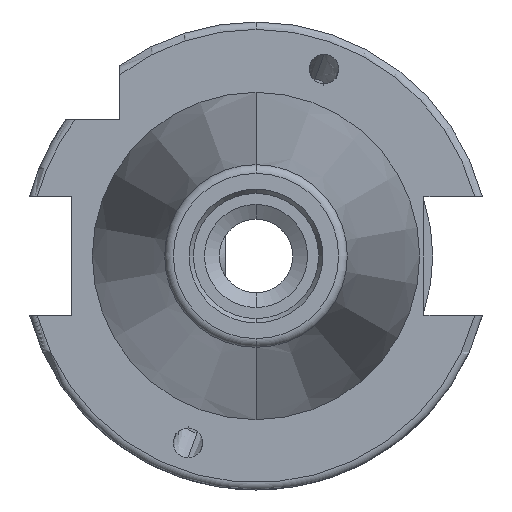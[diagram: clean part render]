
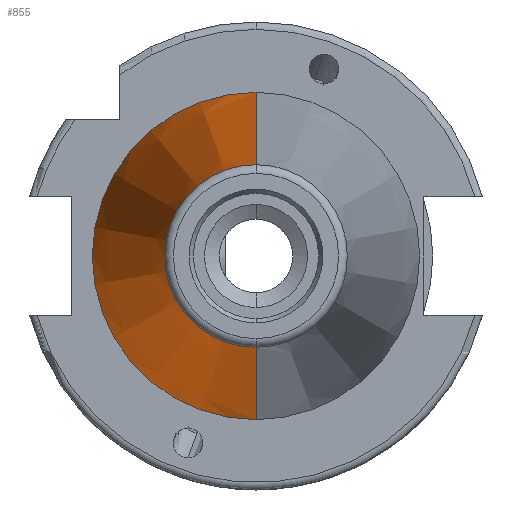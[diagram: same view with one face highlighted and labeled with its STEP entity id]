
A CAD part, left-side view. The second image highlights one B-rep face of the part: STEP entity #855.
In plain terms, the highlighted conical face has half-angle 8.297 degrees and reference radius 22.225 mm.
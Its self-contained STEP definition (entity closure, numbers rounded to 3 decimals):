
#795 = VERTEX_POINT ( 'NONE', #3845 ) ;
#797 = EDGE_CURVE ( 'NONE', #798, #795, #3844, .T. ) ;
#798 = VERTEX_POINT ( 'NONE', #3839 ) ;
#855 = ADVANCED_FACE ( 'NONE', ( #3912 ), #3975, .T. ) ;
#856 = EDGE_LOOP ( 'NONE', ( #857, #861, #863, #864 ) ) ;
#857 = ORIENTED_EDGE ( 'NONE', *, *, #858, .F. ) ;
#858 = EDGE_CURVE ( 'NONE', #859, #860, #3970, .T. ) ;
#859 = VERTEX_POINT ( 'NONE', #3965 ) ;
#860 = VERTEX_POINT ( 'NONE', #3964 ) ;
#861 = ORIENTED_EDGE ( 'NONE', *, *, #862, .T. ) ;
#862 = EDGE_CURVE ( 'NONE', #859, #798, #3963, .T. ) ;
#863 = ORIENTED_EDGE ( 'NONE', *, *, #797, .T. ) ;
#864 = ORIENTED_EDGE ( 'NONE', *, *, #865, .F. ) ;
#865 = EDGE_CURVE ( 'NONE', #860, #795, #3959, .T. ) ;
#3839 = CARTESIAN_POINT ( 'NONE',  ( 9.9, 0., 22.225 ) ) ;
#3840 = DIRECTION ( 'NONE',  ( 0., 0., 1. ) ) ;
#3841 = DIRECTION ( 'NONE',  ( -1., 0., 0. ) ) ;
#3842 = CARTESIAN_POINT ( 'NONE',  ( 9.9, 0., 0. ) ) ;
#3843 = AXIS2_PLACEMENT_3D ( 'NONE', #3842, #3841, #3840 ) ;
#3844 = CIRCLE ( 'NONE', #3843, 22.225 ) ;
#3845 = CARTESIAN_POINT ( 'NONE',  ( 9.9, 0., -22.225 ) ) ;
#3912 = FACE_OUTER_BOUND ( 'NONE', #856, .T. ) ;
#3956 = DIRECTION ( 'NONE',  ( 0.99, 0., -0.144 ) ) ;
#3957 = VECTOR ( 'NONE', #3956, 1000. ) ;
#3958 = CARTESIAN_POINT ( 'NONE',  ( 9.9, 0., -22.225 ) ) ;
#3959 = LINE ( 'NONE', #3958, #3957 ) ;
#3960 = DIRECTION ( 'NONE',  ( 0.99, 0., 0.144 ) ) ;
#3961 = VECTOR ( 'NONE', #3960, 1000. ) ;
#3962 = CARTESIAN_POINT ( 'NONE',  ( 9.9, 0., 22.225 ) ) ;
#3963 = LINE ( 'NONE', #3962, #3961 ) ;
#3964 = CARTESIAN_POINT ( 'NONE',  ( -57.473, 0., -12.4 ) ) ;
#3965 = CARTESIAN_POINT ( 'NONE',  ( -57.473, 0., 12.4 ) ) ;
#3966 = DIRECTION ( 'NONE',  ( 0., 0., 1. ) ) ;
#3967 = DIRECTION ( 'NONE',  ( -1., 0., 0. ) ) ;
#3968 = CARTESIAN_POINT ( 'NONE',  ( -57.473, 0., 0. ) ) ;
#3969 = AXIS2_PLACEMENT_3D ( 'NONE', #3968, #3967, #3966 ) ;
#3970 = CIRCLE ( 'NONE', #3969, 12.4 ) ;
#3971 = DIRECTION ( 'NONE',  ( 0., 0., -1. ) ) ;
#3972 = DIRECTION ( 'NONE',  ( 1., 0., 0. ) ) ;
#3973 = AXIS2_PLACEMENT_3D ( 'NONE', #3974, #3972, #3971 ) ;
#3974 = CARTESIAN_POINT ( 'NONE',  ( 9.9, 0., 0. ) ) ;
#3975 = CONICAL_SURFACE ( 'NONE', #3973, 22.225, 0.145 ) ;
